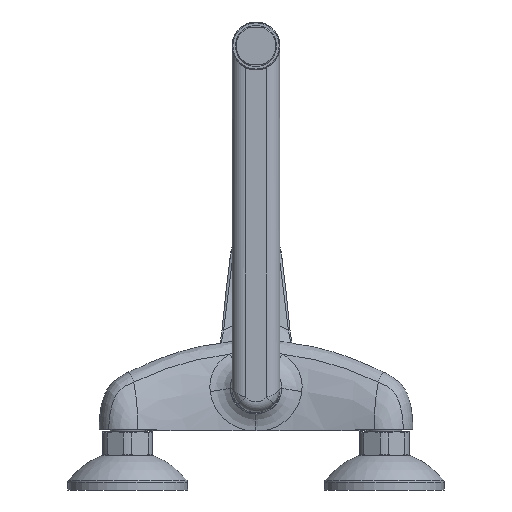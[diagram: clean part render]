
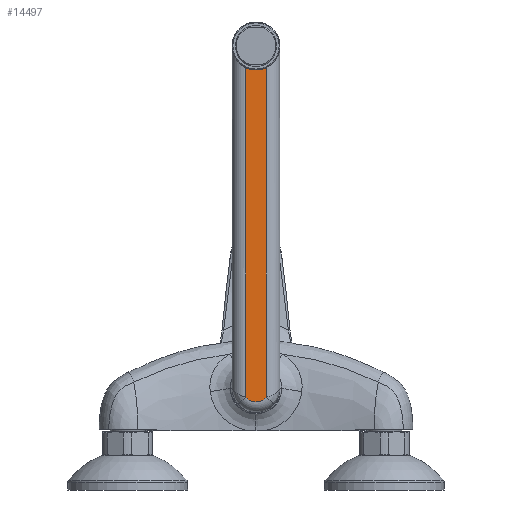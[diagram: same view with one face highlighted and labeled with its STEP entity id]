
A CAD part, front view. The second image highlights one B-rep face of the part: STEP entity #14497.
In plain terms, the highlighted planar face has unit normal (0, -1, 0).
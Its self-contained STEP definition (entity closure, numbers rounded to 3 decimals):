
#12739=CARTESIAN_POINT('',(0.,-44.,225.));
#12740=DIRECTION('',(0.,1.,0.));
#12741=DIRECTION('',(0.429,0.,-0.904));
#12742=AXIS2_PLACEMENT_3D('',#12739,#12740,#12741);
#12901=DIRECTION('',(0.,0.,-1.));
#12902=VECTOR('',#12901,192.642);
#12903=CARTESIAN_POINT('',(-6.,-44.,212.351));
#12904=LINE('',#12903,#12902);
#12905=CARTESIAN_POINT('',(-6.,-44.,19.708));
#12948=CARTESIAN_POINT('',(0.,-44.,25.));
#12949=DIRECTION('',(0.,1.,0.));
#12950=DIRECTION('',(0.75,0.,-0.661));
#12951=AXIS2_PLACEMENT_3D('',#12948,#12949,#12950);
#13236=DIRECTION('',(0.,0.,1.));
#13237=VECTOR('',#13236,192.642);
#13238=CARTESIAN_POINT('',(6.,-44.,19.708));
#13239=LINE('',#13238,#13237);
#14090=CARTESIAN_POINT('',(6.,-44.,212.351));
#14091=CARTESIAN_POINT('',(-6.,-44.,212.351));
#14092=VERTEX_POINT('',#14090);
#14093=VERTEX_POINT('',#14091);
#14106=VERTEX_POINT('',#12905);
#14111=CARTESIAN_POINT('',(6.,-44.,19.708));
#14112=VERTEX_POINT('',#14111);
#14484=CARTESIAN_POINT('',(-6.,-44.,-11.8));
#14485=DIRECTION('',(0.,-1.,0.));
#14486=DIRECTION('',(1.,0.,0.));
#14487=AXIS2_PLACEMENT_3D('',#14484,#14485,#14486);
#14488=PLANE('',#14487);
#14490=ORIENTED_EDGE('',*,*,#14489,.T.);
#14491=ORIENTED_EDGE('',*,*,#14466,.F.);
#14492=ORIENTED_EDGE('',*,*,#14347,.F.);
#14494=ORIENTED_EDGE('',*,*,#14493,.F.);
#14495=EDGE_LOOP('',(#14490,#14491,#14492,#14494));
#14496=FACE_OUTER_BOUND('',#14495,.F.);
#14497=ADVANCED_FACE('',(#14496),#14488,.T.);
#12743=CIRCLE('',#12742,14.);
#12952=CIRCLE('',#12951,8.);
#14347=EDGE_CURVE('',#14092,#14093,#12743,.T.);
#14466=EDGE_CURVE('',#14093,#14106,#12904,.T.);
#14489=EDGE_CURVE('',#14112,#14106,#12952,.T.);
#14493=EDGE_CURVE('',#14112,#14092,#13239,.T.);
